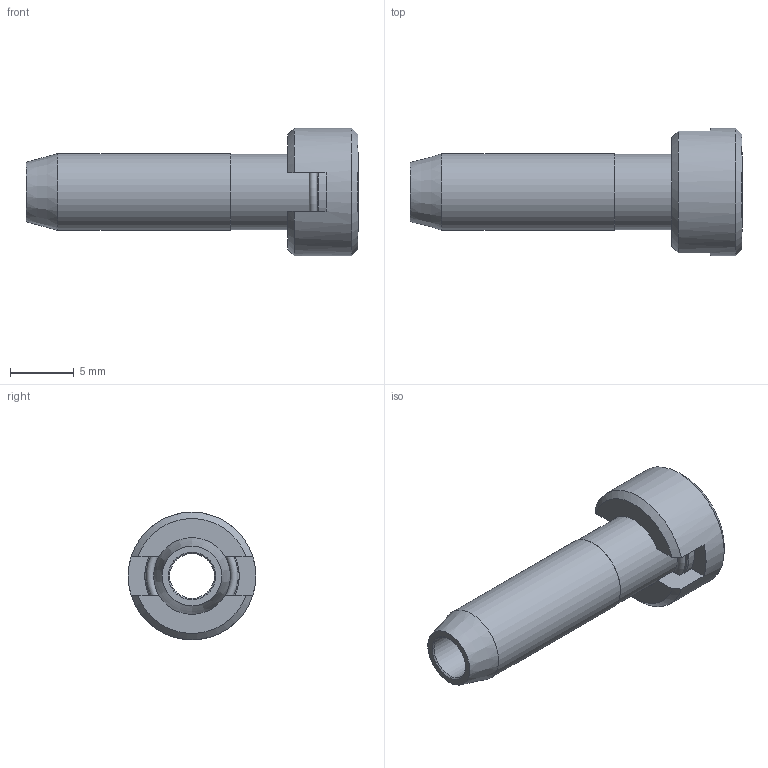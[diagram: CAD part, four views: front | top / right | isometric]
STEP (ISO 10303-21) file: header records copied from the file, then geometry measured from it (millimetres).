
FILE_DESCRIPTION( ( 'Unknown' ), '1' );
FILE_NAME( '721132000-A.stp', 'Unknown', ( 'Unknown' ), ( 'Unknown' ), 'PSStep 15.0.49', 'Unknown', ' ' );
FILE_SCHEMA( ( 'AUTOMOTIVE_DESIGN { 1 0 10303 214 1 1 1 1 }' ) );
Length unit declared in the file: millimetre
Products named in the file (5): Assem1; 0012544; 0012545; 0012547; 0012548
Assembly tree (4 placements, depth 2):
  Assem1
    0012544
    0012545
    0012547
    0012548
Bounding box: 26.01 x 10 x 10 mm (x, y, z)
Volume: 693 mm3; surface area: 1292.6 mm2
Topology: 4 solids, 4 shells, 35 faces, 82 edges, 52 vertices
Faces by surface type: plane 15, cone 9, cylinder 9, torus 2
Full cylindrical faces by diameter (mm): 3.5 x1, 5 x1, 5.9 x1, 6 x1, 7.4 x2, 10 x1
Entity records: 1256 total; most frequent: DIRECTION 168, CARTESIAN_POINT 160, ORIENTED_EDGE 120, AXIS2_PLACEMENT_3D 72, EDGE_CURVE 60, EDGE_LOOP 52, VERTEX_POINT 48, FACE_OUTER_BOUND 40
